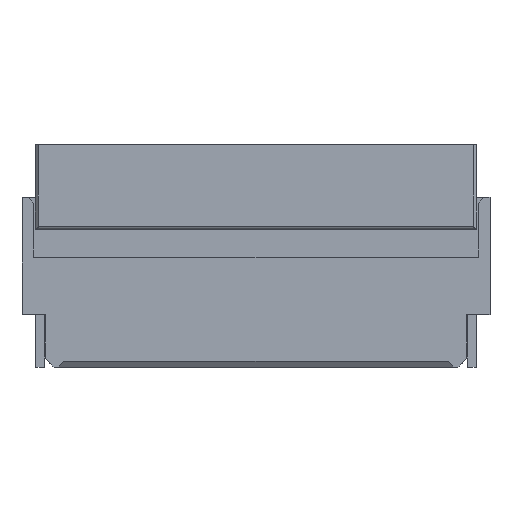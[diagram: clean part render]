
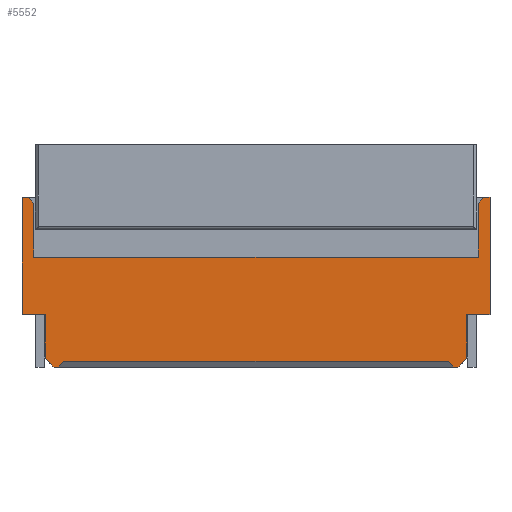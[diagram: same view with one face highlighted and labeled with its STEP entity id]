
A CAD part, top view. The second image highlights one B-rep face of the part: STEP entity #5552.
In plain terms, the highlighted planar face has unit normal (0, 0, 1).
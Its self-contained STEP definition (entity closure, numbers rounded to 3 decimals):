
#217=FACE_OUTER_BOUND('',#507,.T.);
#507=EDGE_LOOP('',(#4074,#4075,#4076,#4077,#4078,#4079,#4080,#4081,#4082,
#4083,#4084,#4085,#4086,#4087,#4088,#4089,#4090,#4091,#4092,#4093));
#702=LINE('',#7594,#1453);
#726=LINE('',#7650,#1477);
#764=LINE('',#7739,#1515);
#850=LINE('',#7935,#1601);
#909=LINE('',#8061,#1660);
#914=LINE('',#8070,#1665);
#916=LINE('',#8074,#1667);
#962=LINE('',#8186,#1713);
#993=LINE('',#8259,#1744);
#997=LINE('',#8267,#1748);
#999=LINE('',#8271,#1750);
#1000=LINE('',#8273,#1751);
#1001=LINE('',#8274,#1752);
#1002=LINE('',#8276,#1753);
#1003=LINE('',#8278,#1754);
#1004=LINE('',#8280,#1755);
#1005=LINE('',#8282,#1756);
#1006=LINE('',#8284,#1757);
#1007=LINE('',#8286,#1758);
#1008=LINE('',#8287,#1759);
#1453=VECTOR('',#6123,1.);
#1477=VECTOR('',#6165,1.);
#1515=VECTOR('',#6229,1.);
#1601=VECTOR('',#6377,1.);
#1660=VECTOR('',#6490,1.);
#1665=VECTOR('',#6499,1.);
#1667=VECTOR('',#6503,1.);
#1713=VECTOR('',#6609,1.);
#1744=VECTOR('',#6674,1.);
#1748=VECTOR('',#6678,1.);
#1750=VECTOR('',#6682,1.);
#1751=VECTOR('',#6683,1.);
#1752=VECTOR('',#6684,1.);
#1753=VECTOR('',#6685,1.);
#1754=VECTOR('',#6686,1.);
#1755=VECTOR('',#6687,1.);
#1756=VECTOR('',#6688,1.);
#1757=VECTOR('',#6689,1.);
#1758=VECTOR('',#6690,1.);
#1759=VECTOR('',#6691,1.);
#2204=VERTEX_POINT('',#7592);
#2205=VERTEX_POINT('',#7593);
#2228=VERTEX_POINT('',#7649);
#2266=VERTEX_POINT('',#7737);
#2344=VERTEX_POINT('',#7933);
#2345=VERTEX_POINT('',#7934);
#2384=VERTEX_POINT('',#8058);
#2385=VERTEX_POINT('',#8060);
#2387=VERTEX_POINT('',#8069);
#2388=VERTEX_POINT('',#8073);
#2452=VERTEX_POINT('',#8264);
#2453=VERTEX_POINT('',#8266);
#2454=VERTEX_POINT('',#8270);
#2455=VERTEX_POINT('',#8272);
#2456=VERTEX_POINT('',#8275);
#2457=VERTEX_POINT('',#8277);
#2458=VERTEX_POINT('',#8279);
#2459=VERTEX_POINT('',#8281);
#2460=VERTEX_POINT('',#8283);
#2461=VERTEX_POINT('',#8285);
#2740=EDGE_CURVE('',#2204,#2205,#702,.T.);
#2767=EDGE_CURVE('',#2228,#2204,#726,.T.);
#2810=EDGE_CURVE('',#2205,#2266,#764,.T.);
#2906=EDGE_CURVE('',#2344,#2345,#850,.T.);
#2968=EDGE_CURVE('',#2385,#2384,#909,.T.);
#2973=EDGE_CURVE('',#2344,#2387,#914,.T.);
#2975=EDGE_CURVE('',#2388,#2387,#916,.T.);
#3031=EDGE_CURVE('',#2388,#2266,#962,.T.);
#3067=EDGE_CURVE('',#2385,#2345,#993,.T.);
#3071=EDGE_CURVE('',#2453,#2452,#997,.T.);
#3073=EDGE_CURVE('',#2228,#2454,#999,.T.);
#3074=EDGE_CURVE('',#2384,#2455,#1000,.T.);
#3075=EDGE_CURVE('',#2453,#2455,#1001,.T.);
#3076=EDGE_CURVE('',#2456,#2452,#1002,.T.);
#3077=EDGE_CURVE('',#2456,#2457,#1003,.T.);
#3078=EDGE_CURVE('',#2458,#2457,#1004,.T.);
#3079=EDGE_CURVE('',#2458,#2459,#1005,.T.);
#3080=EDGE_CURVE('',#2460,#2459,#1006,.T.);
#3081=EDGE_CURVE('',#2461,#2460,#1007,.T.);
#3082=EDGE_CURVE('',#2454,#2461,#1008,.T.);
#4074=ORIENTED_EDGE('',*,*,#3073,.F.);
#4075=ORIENTED_EDGE('',*,*,#2767,.T.);
#4076=ORIENTED_EDGE('',*,*,#2740,.T.);
#4077=ORIENTED_EDGE('',*,*,#2810,.T.);
#4078=ORIENTED_EDGE('',*,*,#3031,.F.);
#4079=ORIENTED_EDGE('',*,*,#2975,.T.);
#4080=ORIENTED_EDGE('',*,*,#2973,.F.);
#4081=ORIENTED_EDGE('',*,*,#2906,.T.);
#4082=ORIENTED_EDGE('',*,*,#3067,.F.);
#4083=ORIENTED_EDGE('',*,*,#2968,.T.);
#4084=ORIENTED_EDGE('',*,*,#3074,.T.);
#4085=ORIENTED_EDGE('',*,*,#3075,.F.);
#4086=ORIENTED_EDGE('',*,*,#3071,.T.);
#4087=ORIENTED_EDGE('',*,*,#3076,.F.);
#4088=ORIENTED_EDGE('',*,*,#3077,.T.);
#4089=ORIENTED_EDGE('',*,*,#3078,.F.);
#4090=ORIENTED_EDGE('',*,*,#3079,.T.);
#4091=ORIENTED_EDGE('',*,*,#3080,.F.);
#4092=ORIENTED_EDGE('',*,*,#3081,.F.);
#4093=ORIENTED_EDGE('',*,*,#3082,.F.);
#5283=PLANE('',#5891);
#5552=ADVANCED_FACE('',(#217),#5283,.T.);
#5891=AXIS2_PLACEMENT_3D('',#8269,#6680,#6681);
#6123=DIRECTION('',(-0.707,0.707,0.));
#6165=DIRECTION('',(0.,1.,0.));
#6229=DIRECTION('',(-1.,0.,0.));
#6377=DIRECTION('',(0.707,-0.707,0.));
#6490=DIRECTION('',(0.707,0.707,0.));
#6499=DIRECTION('',(0.,1.,0.));
#6503=DIRECTION('',(1.,0.,0.));
#6609=DIRECTION('',(0.,1.,0.));
#6674=DIRECTION('',(-1.,0.,0.));
#6678=DIRECTION('',(1.,0.,0.));
#6680=DIRECTION('center_axis',(0.,0.,
1.));
#6681=DIRECTION('ref_axis',(0.,-1.,0.));
#6682=DIRECTION('',(1.,0.,0.));
#6683=DIRECTION('',(1.,0.,0.));
#6684=DIRECTION('',(-0.707,0.707,0.));
#6685=DIRECTION('',(-0.707,-0.707,0.));
#6686=DIRECTION('',(0.,1.,0.));
#6687=DIRECTION('',(-1.,0.,0.));
#6688=DIRECTION('',(0.,1.,0.));
#6689=DIRECTION('',(1.,0.,0.));
#6690=DIRECTION('',(0.707,0.707,0.));
#6691=DIRECTION('',(0.,1.,0.));
#7592=CARTESIAN_POINT('',(-3.8,2.25,1.));
#7593=CARTESIAN_POINT('',(-3.9,2.35,1.));
#7594=CARTESIAN_POINT('',(13.,-14.55,1.));
#7649=CARTESIAN_POINT('',(-3.8,1.33,1.));
#7650=CARTESIAN_POINT('',(-3.8,2.045,1.));
#7737=CARTESIAN_POINT('',(-4.,2.35,1.));
#7739=CARTESIAN_POINT('',(13.,2.35,1.));
#7933=CARTESIAN_POINT('',(-3.603,-0.4,1.));
#7934=CARTESIAN_POINT('',(-3.453,-0.55,1.));
#7935=CARTESIAN_POINT('',(-6.047,2.045,1.));
#8058=CARTESIAN_POINT('',(-3.285,-0.45,1.));
#8060=CARTESIAN_POINT('',(-3.385,-0.55,1.));
#8061=CARTESIAN_POINT('',(-0.79,2.045,1.));
#8069=CARTESIAN_POINT('',(-3.603,0.35,1.));
#8070=CARTESIAN_POINT('',(-3.603,2.045,1.));
#8073=CARTESIAN_POINT('',(-4.,0.35,1.));
#8074=CARTESIAN_POINT('',(13.,0.35,1.));
#8186=CARTESIAN_POINT('',(-4.,2.045,1.));
#8259=CARTESIAN_POINT('',(-4.5,-0.55,1.));
#8264=CARTESIAN_POINT('',(3.453,-0.55,1.));
#8266=CARTESIAN_POINT('',(3.385,-0.55,1.));
#8267=CARTESIAN_POINT('',(4.5,-0.55,1.));
#8269=CARTESIAN_POINT('Origin',(-42.177,-0.144,1.));
#8270=CARTESIAN_POINT('',(3.8,1.33,1.));
#8271=CARTESIAN_POINT('',(5.,1.33,1.));
#8272=CARTESIAN_POINT('',(3.285,-0.45,1.));
#8273=CARTESIAN_POINT('',(4.,-0.45,1.));
#8274=CARTESIAN_POINT('',(0.79,2.045,1.));
#8275=CARTESIAN_POINT('',(3.603,-0.4,1.));
#8276=CARTESIAN_POINT('',(6.047,2.045,1.));
#8277=CARTESIAN_POINT('',(3.603,0.35,1.));
#8278=CARTESIAN_POINT('',(3.603,2.045,1.));
#8279=CARTESIAN_POINT('',(4.,0.35,1.));
#8280=CARTESIAN_POINT('',(-13.,0.35,1.));
#8281=CARTESIAN_POINT('',(4.,2.35,1.));
#8282=CARTESIAN_POINT('',(4.,2.045,1.));
#8283=CARTESIAN_POINT('',(3.9,2.35,1.));
#8284=CARTESIAN_POINT('',(-13.,2.35,1.));
#8285=CARTESIAN_POINT('',(3.8,2.25,1.));
#8286=CARTESIAN_POINT('',(-13.,-14.55,1.));
#8287=CARTESIAN_POINT('',(3.8,2.045,1.));
